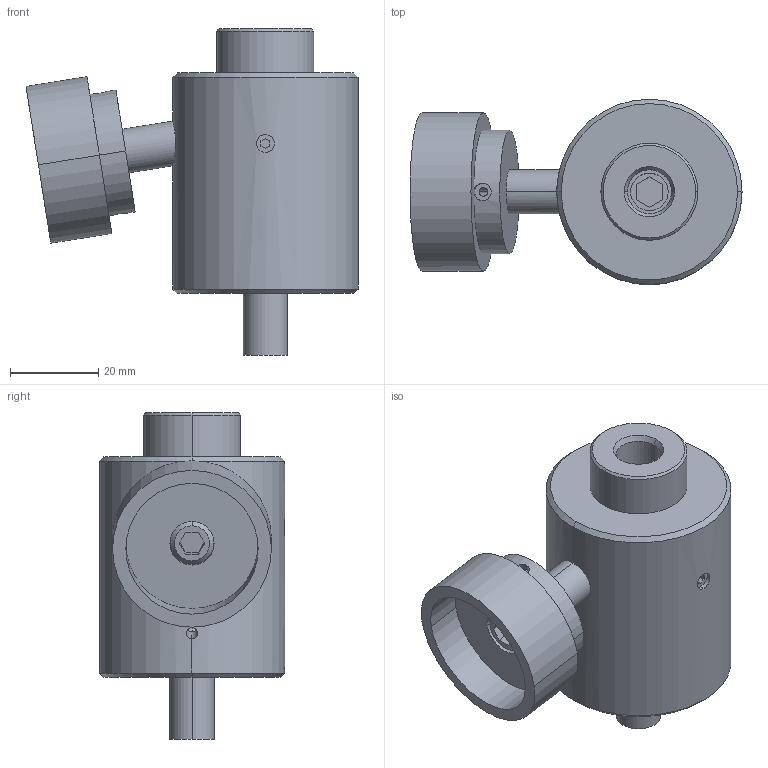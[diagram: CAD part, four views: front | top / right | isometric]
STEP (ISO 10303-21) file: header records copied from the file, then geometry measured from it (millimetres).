
FILE_DESCRIPTION (( 'STEP AP203' ), '1' );
FILE_NAME ('bj351-10001c.STEP', '2021-10-25T01:24:32', ( '' ), ( '' ), 'SwSTEP 2.0', 'SolidWorks 2020', '' );
FILE_SCHEMA (( 'CONFIG_CONTROL_DESIGN' ));
Length unit declared in the file: millimetre
Products named in the file (4): bj351-10001c_01; bj351-10001c_02; bj351-10001c; bj351-10001c_03
Assembly tree (3 placements, depth 2):
  bj351-10001c
    bj351-10001c_01
    bj351-10001c_02
    bj351-10001c_03
Bounding box: 75.29 x 42 x 74 mm (x, y, z)
Volume: 78333.2 mm3; surface area: 23271.2 mm2
Topology: 3 solids, 3 shells, 97 faces, 217 edges, 136 vertices
Faces by surface type: plane 39, cylinder 38, cone 18, torus 2
Entity records: 3393 total; most frequent: CARTESIAN_POINT 764, DIRECTION 499, ORIENTED_EDGE 430, EDGE_CURVE 215, AXIS2_PLACEMENT_3D 193, VERTEX_POINT 134, EDGE_LOOP 115, VECTOR 113
